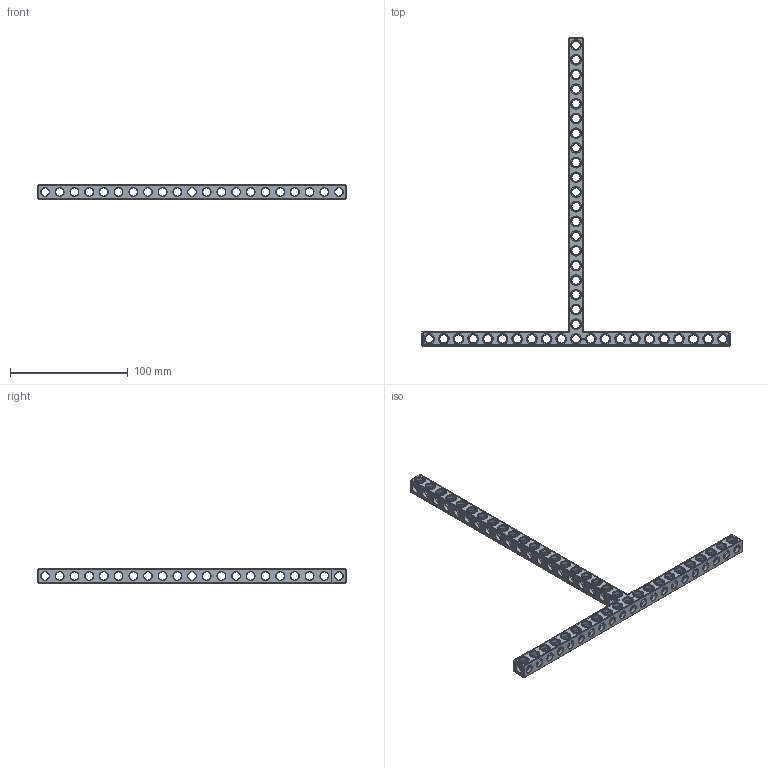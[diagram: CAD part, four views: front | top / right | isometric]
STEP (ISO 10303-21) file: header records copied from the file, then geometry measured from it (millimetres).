
FILE_DESCRIPTION(('FreeCAD Model'),'2;1');
FILE_NAME('Open CASCADE Shape Model','2022-01-29T23:25:38',( 'Paulo Kiefe'),('STEMFIE.org'),'Open CASCADE STEP processor 7.4', 'FreeCAD','Unknown');
FILE_SCHEMA(('AUTOMOTIVE_DESIGN { 1 0 10303 214 1 1 1 1 }'));
Products named in the file (1): Beam_TSH_SYM_ESS_BU21x21x01_-_SPN-BEM-1190_(stemfie.org)
Bounding box: 262.5 x 262.5 x 12.5 mm (x, y, z)
Volume: 40048.6 mm3; surface area: 35776.2 mm2
Topology: 1 solids, 1 shells, 980 faces, 3115 edges, 2049 vertices
Faces by surface type: plane 421, cylinder 249, cone 168, extrusion 142
Full cylindrical faces by diameter (mm): 6.98 x22, 7 x186, 9.2 x41
Entity records: 124967 total; most frequent: CARTESIAN_POINT 67340, DIRECTION 9365, ORIENTED_EDGE 6230, PCURVE 6230, DEFINITIONAL_REPRESENTATION 6230, VECTOR 5516, LINE 5374, EDGE_CURVE 3115
